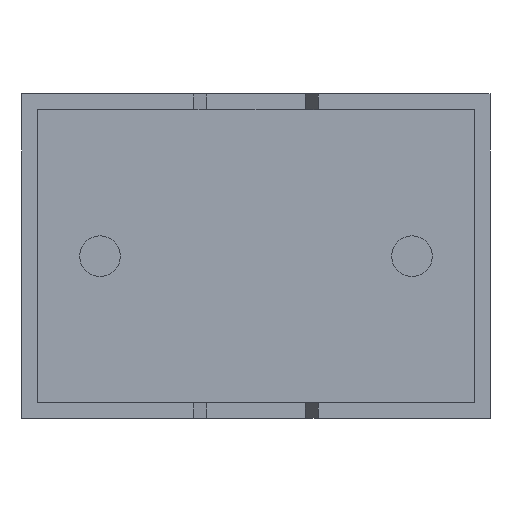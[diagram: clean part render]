
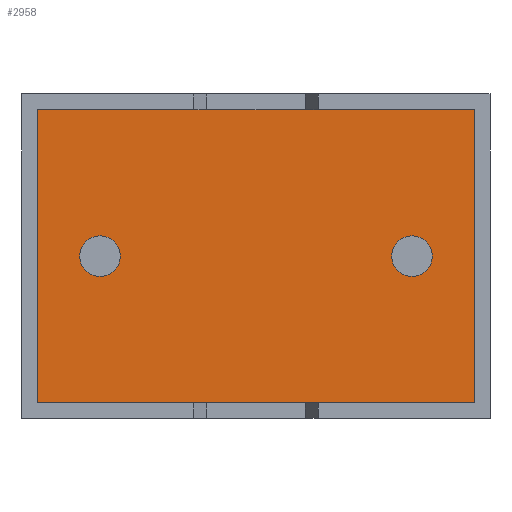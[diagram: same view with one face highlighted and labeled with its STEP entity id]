
A CAD part, front view. The second image highlights one B-rep face of the part: STEP entity #2958.
In plain terms, the highlighted planar face has unit normal (0, -1, 0).
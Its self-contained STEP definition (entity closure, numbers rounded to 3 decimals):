
#46 = DIRECTION ( 'NONE',  ( 0., 0., -1. ) ) ;
#66 = AXIS2_PLACEMENT_3D ( 'NONE', #2176, #1681, #2139 ) ;
#110 = CIRCLE ( 'NONE', #2401, 0.325 ) ;
#164 = CARTESIAN_POINT ( 'NONE',  ( 0.25, 0.75, 4.95 ) ) ;
#234 = DIRECTION ( 'NONE',  ( 0., 0., -1. ) ) ;
#310 = VERTEX_POINT ( 'NONE', #2489 ) ;
#373 = LINE ( 'NONE', #2978, #1870 ) ;
#524 = CARTESIAN_POINT ( 'NONE',  ( 6.25, 0.75, 2.925 ) ) ;
#558 = FACE_OUTER_BOUND ( 'NONE', #2124, .T. ) ;
#579 = ORIENTED_EDGE ( 'NONE', *, *, #861, .T. ) ;
#634 = VECTOR ( 'NONE', #1774, 1000. ) ;
#693 = CARTESIAN_POINT ( 'NONE',  ( 1.25, 0.75, 2.6 ) ) ;
#704 = EDGE_LOOP ( 'NONE', ( #1938, #1629 ) ) ;
#719 = CARTESIAN_POINT ( 'NONE',  ( 0.25, 0.75, 0.25 ) ) ;
#729 = DIRECTION ( 'NONE',  ( 0., -1., 0. ) ) ;
#744 = VERTEX_POINT ( 'NONE', #1761 ) ;
#756 = CIRCLE ( 'NONE', #2932, 0.325 ) ;
#856 = VERTEX_POINT ( 'NONE', #1111 ) ;
#859 = CARTESIAN_POINT ( 'NONE',  ( 0.25, 0.75, 4.95 ) ) ;
#861 = EDGE_CURVE ( 'NONE', #986, #744, #1304, .T. ) ;
#869 = ORIENTED_EDGE ( 'NONE', *, *, #2515, .T. ) ;
#874 = VECTOR ( 'NONE', #2849, 1000. ) ;
#888 = CARTESIAN_POINT ( 'NONE',  ( 7.25, 0.75, 4.95 ) ) ;
#900 = EDGE_CURVE ( 'NONE', #310, #986, #1133, .T. ) ;
#949 = PLANE ( 'NONE',  #66 ) ;
#986 = VERTEX_POINT ( 'NONE', #164 ) ;
#1095 = EDGE_CURVE ( 'NONE', #1940, #1866, #110, .T. ) ;
#1111 = CARTESIAN_POINT ( 'NONE',  ( 7.25, 0.75, 0.25 ) ) ;
#1133 = LINE ( 'NONE', #888, #2593 ) ;
#1140 = FACE_BOUND ( 'NONE', #704, .T. ) ;
#1196 = AXIS2_PLACEMENT_3D ( 'NONE', #1654, #2847, #234 ) ;
#1279 = CARTESIAN_POINT ( 'NONE',  ( 1.25, 0.75, 2.925 ) ) ;
#1304 = LINE ( 'NONE', #859, #634 ) ;
#1317 = VERTEX_POINT ( 'NONE', #1279 ) ;
#1379 = EDGE_CURVE ( 'NONE', #2128, #1317, #2775, .T. ) ;
#1530 = ORIENTED_EDGE ( 'NONE', *, *, #1095, .F. ) ;
#1629 = ORIENTED_EDGE ( 'NONE', *, *, #1379, .F. ) ;
#1638 = CARTESIAN_POINT ( 'NONE',  ( 6.25, 0.75, 2.6 ) ) ;
#1654 = CARTESIAN_POINT ( 'NONE',  ( 6.25, 0.75, 2.6 ) ) ;
#1681 = DIRECTION ( 'NONE',  ( 0., -1., 0. ) ) ;
#1725 = EDGE_LOOP ( 'NONE', ( #1782, #1530 ) ) ;
#1761 = CARTESIAN_POINT ( 'NONE',  ( 0.25, 0.75, 0.25 ) ) ;
#1774 = DIRECTION ( 'NONE',  ( 0., 0., -1. ) ) ;
#1782 = ORIENTED_EDGE ( 'NONE', *, *, #2989, .F. ) ;
#1866 = VERTEX_POINT ( 'NONE', #524 ) ;
#1870 = VECTOR ( 'NONE', #2279, 1000. ) ;
#1911 = DIRECTION ( 'NONE',  ( 0., 0., -1. ) ) ;
#1938 = ORIENTED_EDGE ( 'NONE', *, *, #2836, .F. ) ;
#1940 = VERTEX_POINT ( 'NONE', #2388 ) ;
#2124 = EDGE_LOOP ( 'NONE', ( #579, #2518, #869, #2528 ) ) ;
#2126 = DIRECTION ( 'NONE',  ( 0., -1., 0. ) ) ;
#2128 = VERTEX_POINT ( 'NONE', #2449 ) ;
#2133 = LINE ( 'NONE', #719, #874 ) ;
#2139 = DIRECTION ( 'NONE',  ( 0., 0., -1. ) ) ;
#2176 = CARTESIAN_POINT ( 'NONE',  ( 0., 0.75, 0. ) ) ;
#2279 = DIRECTION ( 'NONE',  ( 0., 0., 1. ) ) ;
#2369 = DIRECTION ( 'NONE',  ( 0., 0., -1. ) ) ;
#2388 = CARTESIAN_POINT ( 'NONE',  ( 6.25, 0.75, 2.275 ) ) ;
#2401 = AXIS2_PLACEMENT_3D ( 'NONE', #1638, #2126, #2369 ) ;
#2422 = CARTESIAN_POINT ( 'NONE',  ( 1.25, 0.75, 2.6 ) ) ;
#2449 = CARTESIAN_POINT ( 'NONE',  ( 1.25, 0.75, 2.275 ) ) ;
#2482 = AXIS2_PLACEMENT_3D ( 'NONE', #2422, #2639, #46 ) ;
#2489 = CARTESIAN_POINT ( 'NONE',  ( 7.25, 0.75, 4.95 ) ) ;
#2515 = EDGE_CURVE ( 'NONE', #856, #310, #373, .T. ) ;
#2518 = ORIENTED_EDGE ( 'NONE', *, *, #2552, .T. ) ;
#2528 = ORIENTED_EDGE ( 'NONE', *, *, #900, .T. ) ;
#2550 = DIRECTION ( 'NONE',  ( -1., 0., 0. ) ) ;
#2552 = EDGE_CURVE ( 'NONE', #744, #856, #2133, .T. ) ;
#2593 = VECTOR ( 'NONE', #2550, 1000. ) ;
#2630 = CIRCLE ( 'NONE', #1196, 0.325 ) ;
#2639 = DIRECTION ( 'NONE',  ( 0., -1., 0. ) ) ;
#2775 = CIRCLE ( 'NONE', #2482, 0.325 ) ;
#2836 = EDGE_CURVE ( 'NONE', #1317, #2128, #756, .T. ) ;
#2847 = DIRECTION ( 'NONE',  ( 0., -1., 0. ) ) ;
#2849 = DIRECTION ( 'NONE',  ( 1., 0., 0. ) ) ;
#2893 = FACE_BOUND ( 'NONE', #1725, .T. ) ;
#2932 = AXIS2_PLACEMENT_3D ( 'NONE', #693, #729, #1911 ) ;
#2958 = ADVANCED_FACE ( 'NONE', ( #2893, #558, #1140 ), #949, .T. ) ;
#2978 = CARTESIAN_POINT ( 'NONE',  ( 7.25, 0.75, 0.25 ) ) ;
#2989 = EDGE_CURVE ( 'NONE', #1866, #1940, #2630, .T. ) ;
